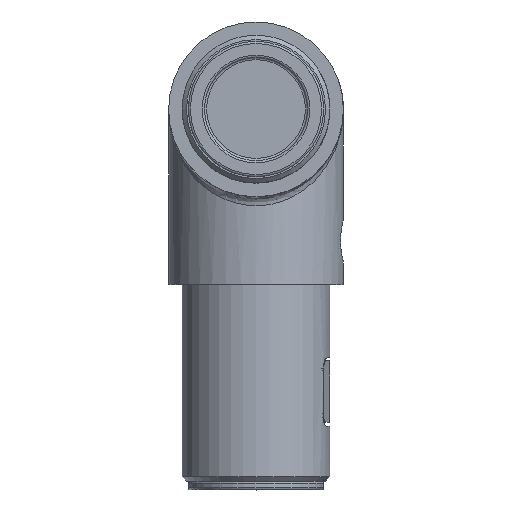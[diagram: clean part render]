
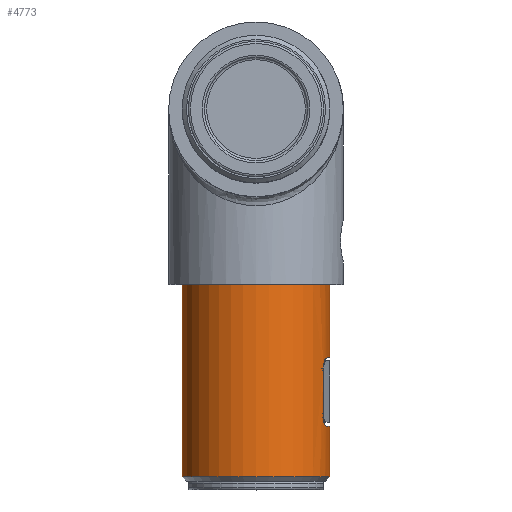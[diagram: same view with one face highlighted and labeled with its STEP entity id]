
A CAD part, top view. The second image highlights one B-rep face of the part: STEP entity #4773.
In plain terms, the highlighted cylindrical face has radius 16.9 mm (diameter 33.8 mm), a full revolution.
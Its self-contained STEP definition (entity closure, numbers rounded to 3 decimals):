
#294=FACE_BOUND('',#945,.T.);
#332=CIRCLE('',#5114,16.9);
#344=CIRCLE('',#5135,16.9);
#345=CIRCLE('',#5137,16.9);
#524=ELLIPSE('',#5136,17.496,16.9);
#571=CYLINDRICAL_SURFACE('',#5134,16.9);
#641=FACE_OUTER_BOUND('',#944,.T.);
#944=EDGE_LOOP('',(#3442,#3443,#3444,#3445));
#945=EDGE_LOOP('',(#3446,#3447,#3448,#3449,#3450,#3451,#3452,#3453));
#1285=LINE('',#9606,#1684);
#1286=LINE('',#9609,#1685);
#1287=LINE('',#9635,#1686);
#1684=VECTOR('',#5740,16.9);
#1685=VECTOR('',#5741,1000.);
#1686=VECTOR('',#5744,1000.);
#2085=B_SPLINE_CURVE_WITH_KNOTS('',3,(#9611,#9612,#9613,#9614,#9615,#9616,
#9617,#9618,#9619,#9620),.UNSPECIFIED.,.F.,.F.,(4,2,2,2,4),(-0.634,
-0.553,-0.473,-0.39,-0.307),
 .UNSPECIFIED.);
#2086=B_SPLINE_CURVE_WITH_KNOTS('',3,(#9624,#9625,#9626,#9627,#9628,#9629,
#9630,#9631,#9632,#9633),.UNSPECIFIED.,.F.,.F.,(4,2,2,2,4),(-0.327,
-0.244,-0.161,-0.08,0.),
 .UNSPECIFIED.);
#2087=B_SPLINE_CURVE_WITH_KNOTS('',3,(#9637,#9638,#9639,#9640,#9641,#9642,
#9643,#9644,#9645,#9646),.UNSPECIFIED.,.F.,.F.,(4,2,2,2,4),(-1.236,
-1.16,-1.085,-1.004,-0.924),
 .UNSPECIFIED.);
#2088=B_SPLINE_CURVE_WITH_KNOTS('',3,(#9649,#9650,#9651,#9652,#9653,#9654,
#9655,#9656,#9657,#9658),.UNSPECIFIED.,.F.,.F.,(4,2,2,2,4),(-0.929,
-0.849,-0.769,-0.693,-0.618),
 .UNSPECIFIED.);
#2152=VERTEX_POINT('',#8875);
#2185=VERTEX_POINT('',#9604);
#2186=VERTEX_POINT('',#9607);
#2187=VERTEX_POINT('',#9608);
#2188=VERTEX_POINT('',#9610);
#2189=VERTEX_POINT('',#9621);
#2190=VERTEX_POINT('',#9623);
#2191=VERTEX_POINT('',#9634);
#2192=VERTEX_POINT('',#9636);
#2193=VERTEX_POINT('',#9647);
#2634=EDGE_CURVE('',#2152,#2152,#332,.T.);
#2682=EDGE_CURVE('',#2185,#2185,#344,.T.);
#2683=EDGE_CURVE('',#2185,#2152,#1285,.T.);
#2684=EDGE_CURVE('',#2186,#2187,#1286,.T.);
#2685=EDGE_CURVE('',#2186,#2188,#2085,.T.);
#2686=EDGE_CURVE('',#2189,#2188,#524,.T.);
#2687=EDGE_CURVE('',#2189,#2190,#2086,.T.);
#2688=EDGE_CURVE('',#2191,#2190,#1287,.T.);
#2689=EDGE_CURVE('',#2191,#2192,#2087,.T.);
#2690=EDGE_CURVE('',#2193,#2192,#345,.T.);
#2691=EDGE_CURVE('',#2193,#2187,#2088,.T.);
#3442=ORIENTED_EDGE('',*,*,#2682,.T.);
#3443=ORIENTED_EDGE('',*,*,#2683,.T.);
#3444=ORIENTED_EDGE('',*,*,#2634,.T.);
#3445=ORIENTED_EDGE('',*,*,#2683,.F.);
#3446=ORIENTED_EDGE('',*,*,#2684,.F.);
#3447=ORIENTED_EDGE('',*,*,#2685,.T.);
#3448=ORIENTED_EDGE('',*,*,#2686,.F.);
#3449=ORIENTED_EDGE('',*,*,#2687,.T.);
#3450=ORIENTED_EDGE('',*,*,#2688,.F.);
#3451=ORIENTED_EDGE('',*,*,#2689,.T.);
#3452=ORIENTED_EDGE('',*,*,#2690,.F.);
#3453=ORIENTED_EDGE('',*,*,#2691,.T.);
#4773=ADVANCED_FACE('',(#641,#294),#571,.T.);
#5114=AXIS2_PLACEMENT_3D('',#8876,#5682,#5683);
#5134=AXIS2_PLACEMENT_3D('',#9603,#5736,#5737);
#5135=AXIS2_PLACEMENT_3D('',#9605,#5738,#5739);
#5136=AXIS2_PLACEMENT_3D('',#9622,#5742,#5743);
#5137=AXIS2_PLACEMENT_3D('',#9648,#5745,#5746);
#5682=DIRECTION('center_axis',(0.,1.,0.));
#5683=DIRECTION('ref_axis',(0.,0.,-1.));
#5736=DIRECTION('center_axis',(0.,1.,0.));
#5737=DIRECTION('ref_axis',(0.,0.,1.));
#5738=DIRECTION('center_axis',(0.,-1.,0.));
#5739=DIRECTION('ref_axis',(0.,0.,1.));
#5740=DIRECTION('',(0.,-1.,0.));
#5741=DIRECTION('',(0.,-1.,0.));
#5742=DIRECTION('center_axis',(0.259,-0.966,0.));
#5743=DIRECTION('ref_axis',(0.966,0.259,0.));
#5744=DIRECTION('',(0.,1.,0.));
#5745=DIRECTION('center_axis',(0.,1.,0.));
#5746=DIRECTION('ref_axis',(0.,0.,1.));
#8875=CARTESIAN_POINT('',(-27.898,-39.598,-10.265));
#8876=CARTESIAN_POINT('Origin',(-27.898,-39.598,6.635));
#9603=CARTESIAN_POINT('Origin',(-27.898,-40.598,6.635));
#9604=CARTESIAN_POINT('',(-27.898,4.402,-10.265));
#9605=CARTESIAN_POINT('Origin',(-27.898,4.402,6.635));
#9606=CARTESIAN_POINT('',(-27.898,-40.598,-10.265));
#9607=CARTESIAN_POINT('',(-12.516,-14.751,13.635));
#9608=CARTESIAN_POINT('',(-12.516,-26.098,13.635));
#9609=CARTESIAN_POINT('',(-12.516,-40.598,13.635));
#9610=CARTESIAN_POINT('',(-11.754,-12.476,11.635));
#9611=CARTESIAN_POINT('Ctrl Pts',(-12.516,-14.751,13.635));
#9612=CARTESIAN_POINT('Ctrl Pts',(-12.516,-14.483,13.635));
#9613=CARTESIAN_POINT('Ctrl Pts',(-12.491,-14.199,13.583));
#9614=CARTESIAN_POINT('Ctrl Pts',(-12.402,-13.673,13.381));
#9615=CARTESIAN_POINT('Ctrl Pts',(-12.337,-13.431,13.232));
#9616=CARTESIAN_POINT('Ctrl Pts',(-12.197,-13.032,12.889));
#9617=CARTESIAN_POINT('Ctrl Pts',(-12.109,-12.846,12.668));
#9618=CARTESIAN_POINT('Ctrl Pts',(-11.929,-12.579,12.173));
#9619=CARTESIAN_POINT('Ctrl Pts',(-11.836,-12.498,11.899));
#9620=CARTESIAN_POINT('Ctrl Pts',(-11.754,-12.476,11.635));
#9621=CARTESIAN_POINT('',(-11.754,-12.476,1.635));
#9622=CARTESIAN_POINT('Origin',(-27.898,-16.802,6.635));
#9623=CARTESIAN_POINT('',(-12.516,-14.751,-0.365));
#9624=CARTESIAN_POINT('Ctrl Pts',(-11.754,-12.476,1.635));
#9625=CARTESIAN_POINT('Ctrl Pts',(-11.836,-12.498,1.371));
#9626=CARTESIAN_POINT('Ctrl Pts',(-11.929,-12.579,1.098));
#9627=CARTESIAN_POINT('Ctrl Pts',(-12.109,-12.846,0.603));
#9628=CARTESIAN_POINT('Ctrl Pts',(-12.197,-13.032,0.381));
#9629=CARTESIAN_POINT('Ctrl Pts',(-12.337,-13.431,0.039));
#9630=CARTESIAN_POINT('Ctrl Pts',(-12.402,-13.673,-0.11));
#9631=CARTESIAN_POINT('Ctrl Pts',(-12.491,-14.199,-0.312));
#9632=CARTESIAN_POINT('Ctrl Pts',(-12.516,-14.483,-0.365));
#9633=CARTESIAN_POINT('Ctrl Pts',(-12.516,-14.751,-0.365));
#9634=CARTESIAN_POINT('',(-12.516,-26.098,-0.365));
#9635=CARTESIAN_POINT('',(-12.516,-40.598,-0.365));
#9636=CARTESIAN_POINT('',(-11.754,-28.098,1.635));
#9637=CARTESIAN_POINT('Ctrl Pts',(-12.516,-26.098,-0.365));
#9638=CARTESIAN_POINT('Ctrl Pts',(-12.516,-26.35,-0.365));
#9639=CARTESIAN_POINT('Ctrl Pts',(-12.493,-26.616,-0.314));
#9640=CARTESIAN_POINT('Ctrl Pts',(-12.404,-27.101,-0.115));
#9641=CARTESIAN_POINT('Ctrl Pts',(-12.339,-27.321,0.034));
#9642=CARTESIAN_POINT('Ctrl Pts',(-12.196,-27.679,0.383));
#9643=CARTESIAN_POINT('Ctrl Pts',(-12.106,-27.836,0.61));
#9644=CARTESIAN_POINT('Ctrl Pts',(-11.925,-28.046,1.108));
#9645=CARTESIAN_POINT('Ctrl Pts',(-11.834,-28.098,1.379));
#9646=CARTESIAN_POINT('Ctrl Pts',(-11.754,-28.098,1.635));
#9647=CARTESIAN_POINT('',(-11.754,-28.098,11.635));
#9648=CARTESIAN_POINT('Origin',(-27.898,-28.098,6.635));
#9649=CARTESIAN_POINT('Ctrl Pts',(-11.754,-28.098,11.635));
#9650=CARTESIAN_POINT('Ctrl Pts',(-11.834,-28.098,11.891));
#9651=CARTESIAN_POINT('Ctrl Pts',(-11.925,-28.046,12.163));
#9652=CARTESIAN_POINT('Ctrl Pts',(-12.106,-27.836,12.661));
#9653=CARTESIAN_POINT('Ctrl Pts',(-12.196,-27.679,12.888));
#9654=CARTESIAN_POINT('Ctrl Pts',(-12.339,-27.321,13.236));
#9655=CARTESIAN_POINT('Ctrl Pts',(-12.404,-27.101,13.385));
#9656=CARTESIAN_POINT('Ctrl Pts',(-12.493,-26.616,13.585));
#9657=CARTESIAN_POINT('Ctrl Pts',(-12.516,-26.35,13.635));
#9658=CARTESIAN_POINT('Ctrl Pts',(-12.516,-26.098,13.635));
